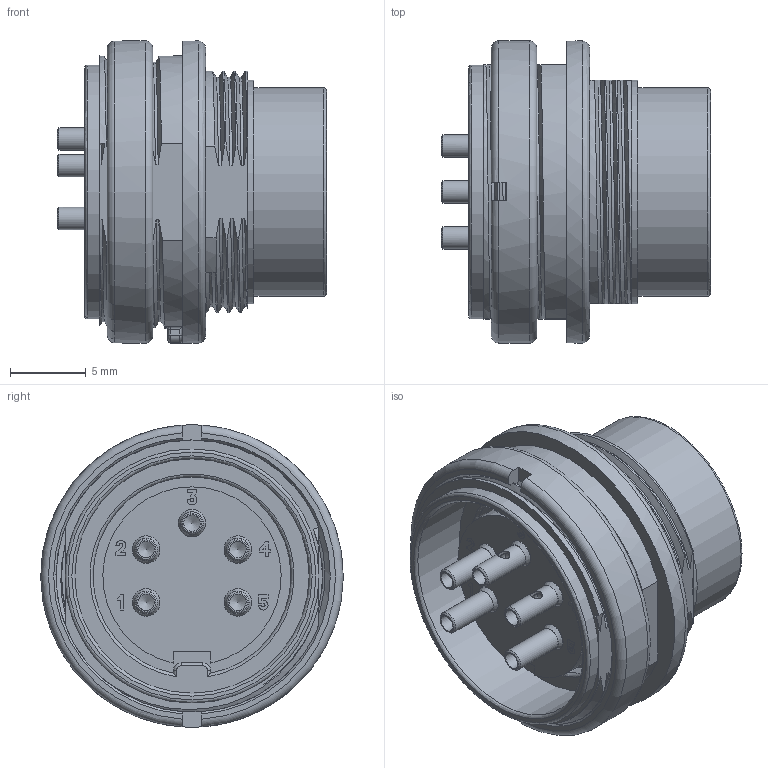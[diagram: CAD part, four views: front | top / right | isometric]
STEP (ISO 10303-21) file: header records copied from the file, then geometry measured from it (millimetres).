
FILE_DESCRIPTION(/* description */ (''),/* implementation_level */ '2;1');
FILE_NAME(/* name */ 't 3362 000 unxc001-01.stp',/* time_stamp */ '2019-07-08T16:30:50+02:00',/* author */ (''),/* organization */ (''),/* preprocessor_version */ 'ST-DEVELOPER v16.7',/* originating_system */ 'SIEMENS PLM Software NX 12.0',/* authorisation */ '');
FILE_SCHEMA (('AUTOMOTIVE_DESIGN { 1 0 10303 214 3 1 1 1 }'));
Length unit declared in the file: millimetre
Products named in the file (1): t 3362 000 unxc001-01
Bounding box: 17.8 x 20 x 20 mm (x, y, z)
Volume: 2089.2 mm3; surface area: 2950.5 mm2
Topology: 1 solids, 1 shells, 334 faces, 904 edges, 589 vertices
Faces by surface type: plane 110, cylinder 108, bspline 79, cone 30, torus 7
Full cylindrical faces by diameter (mm): 0.8 x5, 1.1 x5, 1.475 x10, 1.82 x10, 13.8 x1, 14.8 x1, 15.5 x1, 16.8 x1, 18.3 x1, 20 x2
Entity records: 19066 total; most frequent: CARTESIAN_POINT 11215, ORIENTED_EDGE 1568, DIRECTION 1257, EDGE_CURVE 784, VERTEX_POINT 552, AXIS2_PLACEMENT_3D 469, EDGE_LOOP 455, ADVANCED_FACE 334
